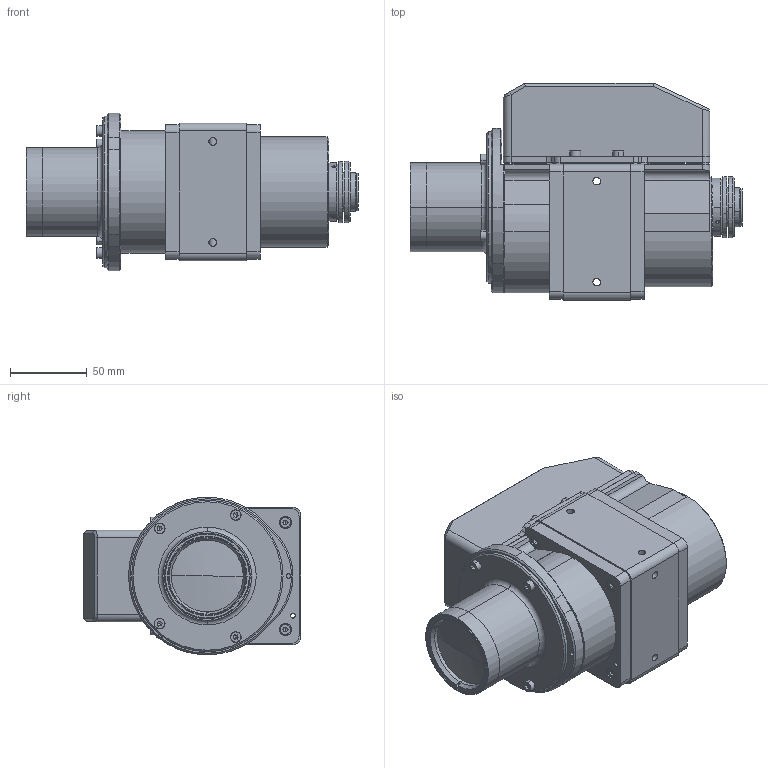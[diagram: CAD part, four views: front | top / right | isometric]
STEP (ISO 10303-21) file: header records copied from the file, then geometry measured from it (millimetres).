
FILE_DESCRIPTION (( 'STEP AP203' ), '1' );
FILE_NAME ('TCZR036S.step', '2018-09-27T12:51:30', ( '' ), ( '' ), 'SwSTEP 2.0', 'SolidWorks 2017', '' );
FILE_SCHEMA (( 'CONFIG_CONTROL_DESIGN' ));
Length unit declared in the file: millimetre
Products named in the file (1): TCZR036S
Bounding box: 216.99 x 142 x 103 mm (x, y, z)
Surface area: 122923.2 mm2 (no closed solid volume)
Topology: 0 solids, 78 shells, 670 faces, 2435 edges, 1781 vertices
Faces by surface type: plane 298, cylinder 231, cone 61, bspline 44, torus 34, sphere 2
Entity records: 28454 total; most frequent: CARTESIAN_POINT 8053, DIRECTION 4363, ORIENTED_EDGE 3580, EDGE_CURVE 2393, VERTEX_POINT 1781, AXIS2_PLACEMENT_3D 1519, VECTOR 1325, LINE 1325
